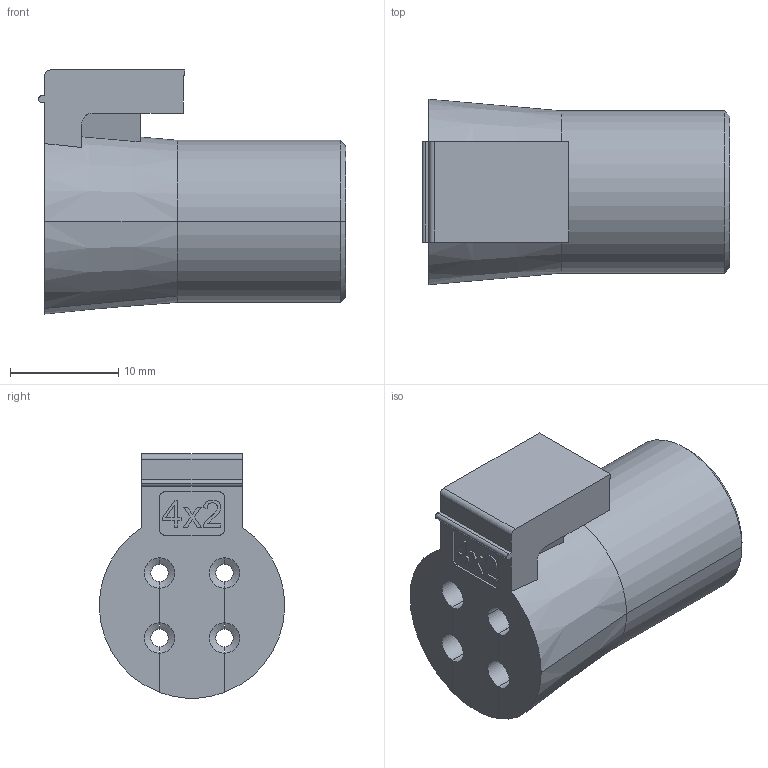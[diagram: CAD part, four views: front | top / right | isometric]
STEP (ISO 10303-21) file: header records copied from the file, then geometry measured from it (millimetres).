
FILE_DESCRIPTION (( 'STEP AP203' ), '1' );
FILE_NAME ('568401.step', '2019-11-21T17:32:08', ( '' ), ( '' ), 'SwSTEP 2.0', 'SolidWorks 2019', '' );
FILE_SCHEMA (( 'CONFIG_CONTROL_DESIGN' ));
Length unit declared in the file: inch
Products named in the file (1): 568401
Bounding box: 28.4 x 17.14 x 22.55 mm (x, y, z)
Volume: 5159.9 mm3; surface area: 3737 mm2
Topology: 1 solids, 1 shells, 145 faces, 402 edges, 260 vertices
Faces by surface type: plane 65, cylinder 45, cone 24, bspline 11
Entity records: 4775 total; most frequent: CARTESIAN_POINT 995, ORIENTED_EDGE 804, DIRECTION 740, EDGE_CURVE 402, VECTOR 262, LINE 262, VERTEX_POINT 260, AXIS2_PLACEMENT_3D 239
